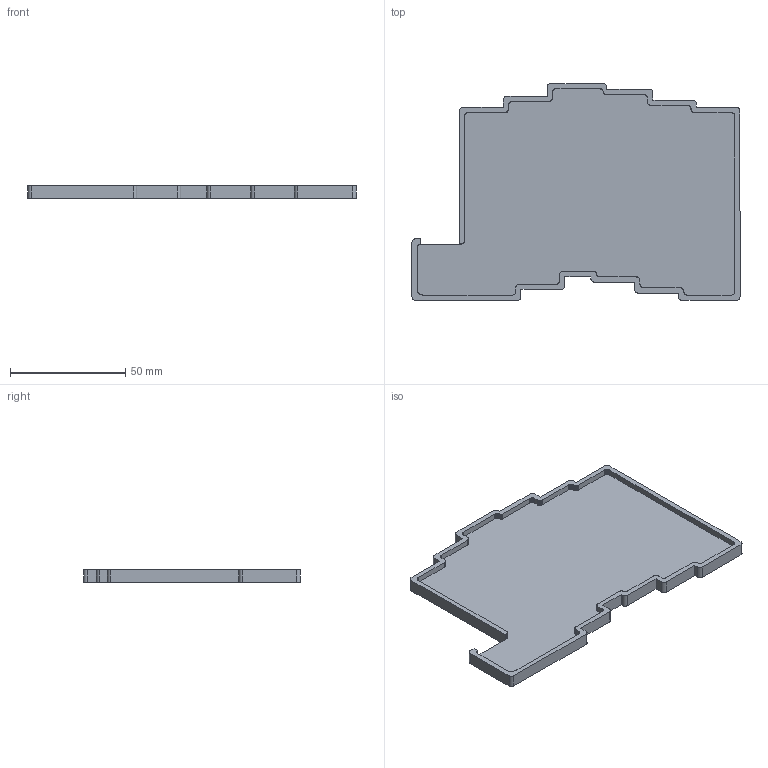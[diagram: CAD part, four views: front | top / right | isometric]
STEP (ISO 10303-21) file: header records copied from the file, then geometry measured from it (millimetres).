
FILE_DESCRIPTION(/* description */ ('STEP AP242 Edition 2','CAx-IF Rec.Pracs.---Representation and Presentation of Product Manufacturing Information (PMI)---4.0---2014-10-13','CAx-IF Rec.Pracs.---3D Tessellated Geometry---0.4---2014-09-14','2;1','CAx-IF Rec.Pracs.---User Defined Attributes---1.5---2016-08-15'),/* implementation_level */ '2;1');
FILE_NAME(/* name */ '698865e5e881a3d28d2b1fbb',/* time_stamp */ '2026-02-08T10:31:03Z',/* author */ (''),/* organization */ (''),/* preprocessor_version */ 'ST-DEVELOPER v20',/* originating_system */ 'ONSHAPE BY PTC INC, 1.210',/* authorisation */ ' ');
FILE_SCHEMA (('AP242_MANAGED_MODEL_BASED_3D_ENGINEERING_MIM_LF { 1 0 10303 442 3 1 4 }'));
Length unit declared in the file: millimetre
Products named in the file (2): Part 2; Part 1
Bounding box: 142.62 x 94.22 x 5.5 mm (x, y, z)
Volume: 35215.2 mm3; surface area: 28153.8 mm2
Topology: 2 solids, 2 shells, 1559 faces, 4665 edges, 3110 vertices
Faces by surface type: plane 1544, cylinder 15
Entity records: 51437 total; most frequent: CARTESIAN_POINT 9336, ORIENTED_EDGE 9330, DIRECTION 7817, EDGE_CURVE 4665, LINE 4635, VECTOR 4635, VERTEX_POINT 3110, AXIS2_PLACEMENT_3D 1591
